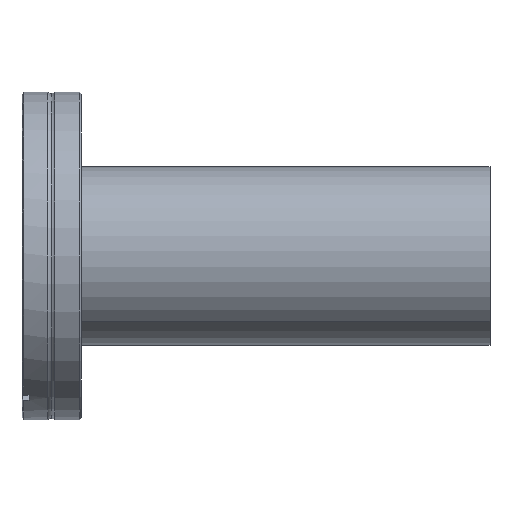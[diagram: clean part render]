
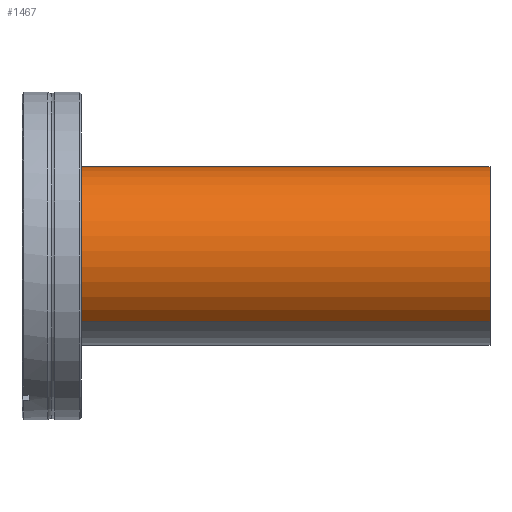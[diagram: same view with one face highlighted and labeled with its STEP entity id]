
A CAD part, left-side view. The second image highlights one B-rep face of the part: STEP entity #1467.
In plain terms, the highlighted cylindrical face has radius 19.05 mm (diameter 38.1 mm), a partial arc.
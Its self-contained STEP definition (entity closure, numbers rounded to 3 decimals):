
#92 = VECTOR ( 'NONE', #877, 1000. ) ;
#121 = VERTEX_POINT ( 'NONE', #1992 ) ;
#212 = CARTESIAN_POINT ( 'NONE',  ( 19.05, 0., -94.7 ) ) ;
#258 = ORIENTED_EDGE ( 'NONE', *, *, #1221, .T. ) ;
#373 = CIRCLE ( 'NONE', #1193, 19.05 ) ;
#420 = DIRECTION ( 'NONE',  ( 1., 0., 0. ) ) ;
#439 = DIRECTION ( 'NONE',  ( 1., 0., 0. ) ) ;
#445 = VERTEX_POINT ( 'NONE', #613 ) ;
#503 = CARTESIAN_POINT ( 'NONE',  ( 19.05, 0., -94.7 ) ) ;
#529 = CYLINDRICAL_SURFACE ( 'NONE', #1455, 19.05 ) ;
#535 = LINE ( 'NONE', #840, #92 ) ;
#567 = VERTEX_POINT ( 'NONE', #212 ) ;
#613 = CARTESIAN_POINT ( 'NONE',  ( -19.05, 0., 0. ) ) ;
#716 = LINE ( 'NONE', #503, #1557 ) ;
#758 = EDGE_CURVE ( 'NONE', #2123, #445, #535, .T. ) ;
#762 = CARTESIAN_POINT ( 'NONE',  ( 0., 0., -94.7 ) ) ;
#840 = CARTESIAN_POINT ( 'NONE',  ( -19.05, 0., -94.7 ) ) ;
#863 = EDGE_LOOP ( 'NONE', ( #1701, #258, #1905, #1057 ) ) ;
#877 = DIRECTION ( 'NONE',  ( 0., 0., 1. ) ) ;
#906 = DIRECTION ( 'NONE',  ( 0., 0., 1. ) ) ;
#953 = EDGE_CURVE ( 'NONE', #445, #121, #1112, .T. ) ;
#962 = DIRECTION ( 'NONE',  ( 0., 0., 1. ) ) ;
#1057 = ORIENTED_EDGE ( 'NONE', *, *, #953, .F. ) ;
#1112 = CIRCLE ( 'NONE', #1779, 19.05 ) ;
#1193 = AXIS2_PLACEMENT_3D ( 'NONE', #1496, #1451, #439 ) ;
#1221 = EDGE_CURVE ( 'NONE', #2123, #567, #373, .T. ) ;
#1269 = EDGE_CURVE ( 'NONE', #567, #121, #716, .T. ) ;
#1451 = DIRECTION ( 'NONE',  ( 0., 0., 1. ) ) ;
#1455 = AXIS2_PLACEMENT_3D ( 'NONE', #762, #962, #420 ) ;
#1464 = FACE_OUTER_BOUND ( 'NONE', #863, .T. ) ;
#1467 = ADVANCED_FACE ( 'NONE', ( #1464 ), #529, .T. ) ;
#1494 = CARTESIAN_POINT ( 'NONE',  ( -19.05, 0., -94.7 ) ) ;
#1496 = CARTESIAN_POINT ( 'NONE',  ( 0., 0., -94.7 ) ) ;
#1557 = VECTOR ( 'NONE', #906, 1000. ) ;
#1665 = DIRECTION ( 'NONE',  ( 1., 0., 0. ) ) ;
#1672 = DIRECTION ( 'NONE',  ( 0., 0., 1. ) ) ;
#1682 = CARTESIAN_POINT ( 'NONE',  ( 0., 0., 0. ) ) ;
#1701 = ORIENTED_EDGE ( 'NONE', *, *, #758, .F. ) ;
#1779 = AXIS2_PLACEMENT_3D ( 'NONE', #1682, #1672, #1665 ) ;
#1905 = ORIENTED_EDGE ( 'NONE', *, *, #1269, .T. ) ;
#1992 = CARTESIAN_POINT ( 'NONE',  ( 19.05, 0., 0. ) ) ;
#2123 = VERTEX_POINT ( 'NONE', #1494 ) ;
